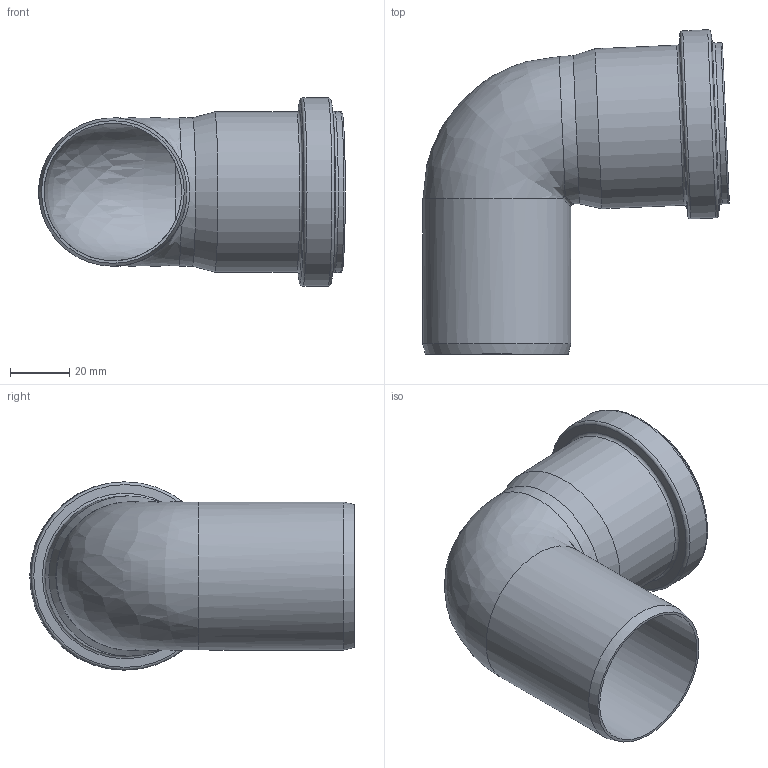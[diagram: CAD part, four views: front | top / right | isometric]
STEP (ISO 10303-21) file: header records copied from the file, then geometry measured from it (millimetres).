
FILE_DESCRIPTION(/* description */ (''),/* implementation_level */ '2;1');
FILE_NAME(/* name */ '172140 HTsafeB DN_OD 50_87°.stp',/* time_stamp */ '2017-03-13T09:10:50+01:00',/* author */ ('user1'),/* organization */ (''),/* preprocessor_version */ 'ST-DEVELOPER v16.1',/* originating_system */ 'Autodesk Inventor 2016',/* authorisation */ '');
FILE_SCHEMA (('AUTOMOTIVE_DESIGN { 1 0 10303 214 3 1 1 }'));
Length unit declared in the file: millimetre
Products named in the file (1): 172140 HTsafeB DN_OD 50_87°
Bounding box: 103.39 x 109.38 x 63.5 mm (x, y, z)
Volume: 38413.3 mm3; surface area: 48030.5 mm2
Topology: 1 solids, 1 shells, 34 faces, 72 edges, 39 vertices
Faces by surface type: cylinder 11, torus 10, cone 7, bspline 3, plane 3
Full cylindrical faces by diameter (mm): 46.4 x2, 50 x2, 50.8 x1, 51.1 x2, 54 x1, 54.3 x1, 60.3 x1, 63.5 x1
Entity records: 834 total; most frequent: CARTESIAN_POINT 219, DIRECTION 136, ORIENTED_EDGE 76, AXIS2_PLACEMENT_3D 68, EDGE_LOOP 65, EDGE_CURVE 38, VERTEX_POINT 35, FACE_OUTER_BOUND 34
